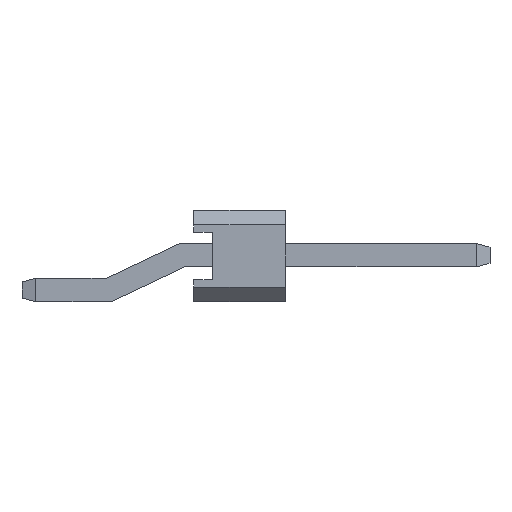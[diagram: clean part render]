
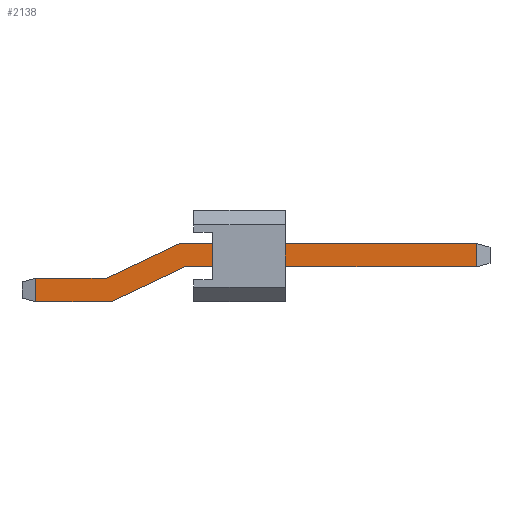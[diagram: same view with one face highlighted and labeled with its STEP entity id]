
A CAD part, front view. The second image highlights one B-rep face of the part: STEP entity #2138.
In plain terms, the highlighted planar face has unit normal (0, -1, 0).
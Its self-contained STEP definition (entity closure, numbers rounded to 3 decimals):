
#42=FACE_OUTER_BOUND('',#170,.T.);
#170=EDGE_LOOP('',(#1445,#1446,#1447,#1448,#1449,#1450,#1451,#1452));
#295=LINE('',#2987,#599);
#304=LINE('',#3005,#608);
#314=LINE('',#3025,#618);
#317=LINE('',#3031,#621);
#319=LINE('',#3036,#623);
#320=LINE('',#3037,#624);
#321=LINE('',#3039,#625);
#322=LINE('',#3040,#626);
#599=VECTOR('',#2422,10.);
#608=VECTOR('',#2435,10.);
#618=VECTOR('',#2453,10.);
#621=VECTOR('',#2460,10.);
#623=VECTOR('',#2466,10.);
#624=VECTOR('',#2467,10.);
#625=VECTOR('',#2468,10.);
#626=VECTOR('',#2469,10.);
#894=VERTEX_POINT('',#2967);
#897=VERTEX_POINT('',#2975);
#907=VERTEX_POINT('',#3004);
#908=VERTEX_POINT('',#3009);
#913=VERTEX_POINT('',#3020);
#914=VERTEX_POINT('',#3030);
#915=VERTEX_POINT('',#3035);
#916=VERTEX_POINT('',#3038);
#1095=EDGE_CURVE('',#894,#897,#295,.T.);
#1104=EDGE_CURVE('',#907,#897,#304,.T.);
#1114=EDGE_CURVE('',#908,#913,#314,.T.);
#1117=EDGE_CURVE('',#914,#913,#317,.T.);
#1119=EDGE_CURVE('',#894,#915,#319,.T.);
#1120=EDGE_CURVE('',#915,#914,#320,.T.);
#1121=EDGE_CURVE('',#908,#916,#321,.T.);
#1122=EDGE_CURVE('',#916,#907,#322,.T.);
#1445=ORIENTED_EDGE('',*,*,#1095,.F.);
#1446=ORIENTED_EDGE('',*,*,#1119,.T.);
#1447=ORIENTED_EDGE('',*,*,#1120,.T.);
#1448=ORIENTED_EDGE('',*,*,#1117,.T.);
#1449=ORIENTED_EDGE('',*,*,#1114,.F.);
#1450=ORIENTED_EDGE('',*,*,#1121,.T.);
#1451=ORIENTED_EDGE('',*,*,#1122,.T.);
#1452=ORIENTED_EDGE('',*,*,#1104,.T.);
#2010=PLANE('',#2287);
#2138=ADVANCED_FACE('',(#42),#2010,.T.);
#2287=AXIS2_PLACEMENT_3D('',#3034,#2464,#2465);
#2422=DIRECTION('',(0.,0.,1.));
#2435=DIRECTION('',(-1.,0.,0.));
#2453=DIRECTION('',(0.,0.,-1.));
#2460=DIRECTION('',(1.,0.,0.));
#2464=DIRECTION('center_axis',(0.,-1.,0.));
#2465=DIRECTION('ref_axis',(0.,0.,-1.));
#2466=DIRECTION('',(1.,0.,0.));
#2467=DIRECTION('',(0.903,0.,0.429));
#2468=DIRECTION('',(-1.,0.,0.));
#2469=DIRECTION('',(-0.903,0.,-0.429));
#2967=CARTESIAN_POINT('',(0.373,-0.32,0.));
#2975=CARTESIAN_POINT('',(0.373,-0.32,0.64));
#2987=CARTESIAN_POINT('',(0.373,-0.32,0.398));
#3004=CARTESIAN_POINT('',(2.3,-0.32,0.64));
#3005=CARTESIAN_POINT('',(0.,-0.32,0.64));
#3009=CARTESIAN_POINT('',(12.427,-0.32,1.59));
#3020=CARTESIAN_POINT('',(12.427,-0.32,0.95));
#3025=CARTESIAN_POINT('',(12.427,-0.32,1.193));
#3030=CARTESIAN_POINT('',(4.444,-0.32,0.95));
#3031=CARTESIAN_POINT('',(4.444,-0.32,0.95));
#3034=CARTESIAN_POINT('Origin',(6.4,-0.32,0.795));
#3035=CARTESIAN_POINT('',(2.444,-0.32,0.));
#3036=CARTESIAN_POINT('',(0.,-0.32,0.));
#3037=CARTESIAN_POINT('',(2.444,-0.32,0.));
#3038=CARTESIAN_POINT('',(4.3,-0.32,1.59));
#3039=CARTESIAN_POINT('',(4.3,-0.32,1.59));
#3040=CARTESIAN_POINT('',(2.3,-0.32,0.64));
